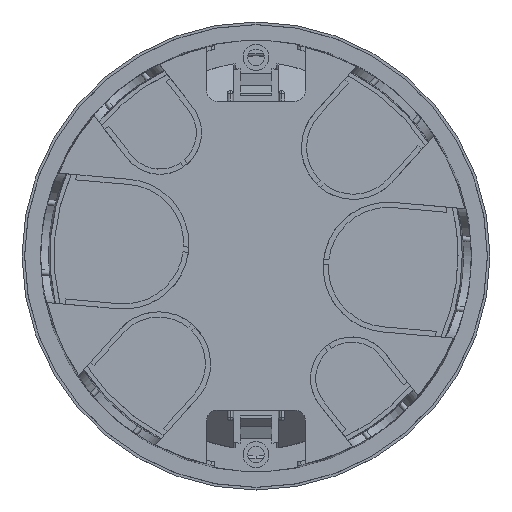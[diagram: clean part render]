
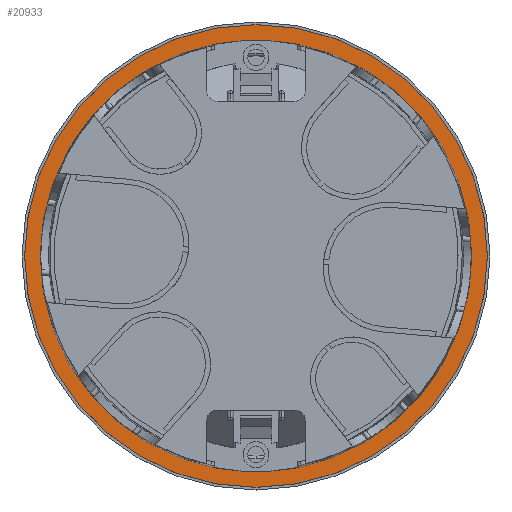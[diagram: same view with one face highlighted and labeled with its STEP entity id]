
A CAD part, top view. The second image highlights one B-rep face of the part: STEP entity #20933.
In plain terms, the highlighted planar face has unit normal (0, 0, 1).
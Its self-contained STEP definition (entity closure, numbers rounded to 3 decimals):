
#1000 = EDGE_LOOP ( 'NONE', ( #10243, #6837 ) ) ;
#1169 = EDGE_CURVE ( 'NONE', #11089, #12025, #12748, .T. ) ;
#1250 = DIRECTION ( 'NONE',  ( 1., 0., 0. ) ) ;
#1680 = PLANE ( 'NONE',  #18558 ) ;
#2700 = DIRECTION ( 'NONE',  ( 0., 0., -1. ) ) ;
#3012 = CARTESIAN_POINT ( 'NONE',  ( 0., 0., 1.5 ) ) ;
#3346 = FACE_OUTER_BOUND ( 'NONE', #5687, .T. ) ;
#3429 = DIRECTION ( 'NONE',  ( 1., 0., 0. ) ) ;
#3556 = DIRECTION ( 'NONE',  ( 0., 0., 1. ) ) ;
#3637 = DIRECTION ( 'NONE',  ( 0., 0., -1. ) ) ;
#3983 = CARTESIAN_POINT ( 'NONE',  ( 0., 0., 1.5 ) ) ;
#4464 = DIRECTION ( 'NONE',  ( 1., 0., 0. ) ) ;
#5502 = VERTEX_POINT ( 'NONE', #20223 ) ;
#5687 = EDGE_LOOP ( 'NONE', ( #19089, #12047 ) ) ;
#6069 = CARTESIAN_POINT ( 'NONE',  ( -44.487, 0., 1.5 ) ) ;
#6343 = CARTESIAN_POINT ( 'NONE',  ( 0., 0., 1.5 ) ) ;
#6837 = ORIENTED_EDGE ( 'NONE', *, *, #1169, .T. ) ;
#7426 = EDGE_CURVE ( 'NONE', #15490, #5502, #20137, .T. ) ;
#8771 = CARTESIAN_POINT ( 'NONE',  ( -41.487, 0., 1.5 ) ) ;
#9634 = DIRECTION ( 'NONE',  ( 0., 0., 1. ) ) ;
#10243 = ORIENTED_EDGE ( 'NONE', *, *, #20173, .T. ) ;
#10266 = CARTESIAN_POINT ( 'NONE',  ( 0., 0., 1.5 ) ) ;
#10549 = CIRCLE ( 'NONE', #18965, 41.487 ) ;
#10664 = AXIS2_PLACEMENT_3D ( 'NONE', #3012, #9634, #1250 ) ;
#11089 = VERTEX_POINT ( 'NONE', #8771 ) ;
#12025 = VERTEX_POINT ( 'NONE', #19592 ) ;
#12047 = ORIENTED_EDGE ( 'NONE', *, *, #7426, .T. ) ;
#12748 = CIRCLE ( 'NONE', #15897, 41.487 ) ;
#13472 = DIRECTION ( 'NONE',  ( 1., 0., 0. ) ) ;
#14117 = DIRECTION ( 'NONE',  ( 1., 0., 0. ) ) ;
#15012 = FACE_BOUND ( 'NONE', #1000, .T. ) ;
#15490 = VERTEX_POINT ( 'NONE', #6069 ) ;
#15897 = AXIS2_PLACEMENT_3D ( 'NONE', #6343, #2700, #4464 ) ;
#17185 = DIRECTION ( 'NONE',  ( 0., 0., 1. ) ) ;
#18558 = AXIS2_PLACEMENT_3D ( 'NONE', #21719, #3556, #13472 ) ;
#18965 = AXIS2_PLACEMENT_3D ( 'NONE', #10266, #3637, #3429 ) ;
#19089 = ORIENTED_EDGE ( 'NONE', *, *, #21028, .T. ) ;
#19592 = CARTESIAN_POINT ( 'NONE',  ( 41.487, 0., 1.5 ) ) ;
#19647 = AXIS2_PLACEMENT_3D ( 'NONE', #3983, #17185, #14117 ) ;
#20137 = CIRCLE ( 'NONE', #10664, 44.487 ) ;
#20173 = EDGE_CURVE ( 'NONE', #12025, #11089, #10549, .T. ) ;
#20223 = CARTESIAN_POINT ( 'NONE',  ( 44.487, 0., 1.5 ) ) ;
#20933 = ADVANCED_FACE ( 'NONE', ( #15012, #3346 ), #1680, .T. ) ;
#21028 = EDGE_CURVE ( 'NONE', #5502, #15490, #21405, .T. ) ;
#21405 = CIRCLE ( 'NONE', #19647, 44.487 ) ;
#21719 = CARTESIAN_POINT ( 'NONE',  ( 0., 0., 1.5 ) ) ;
